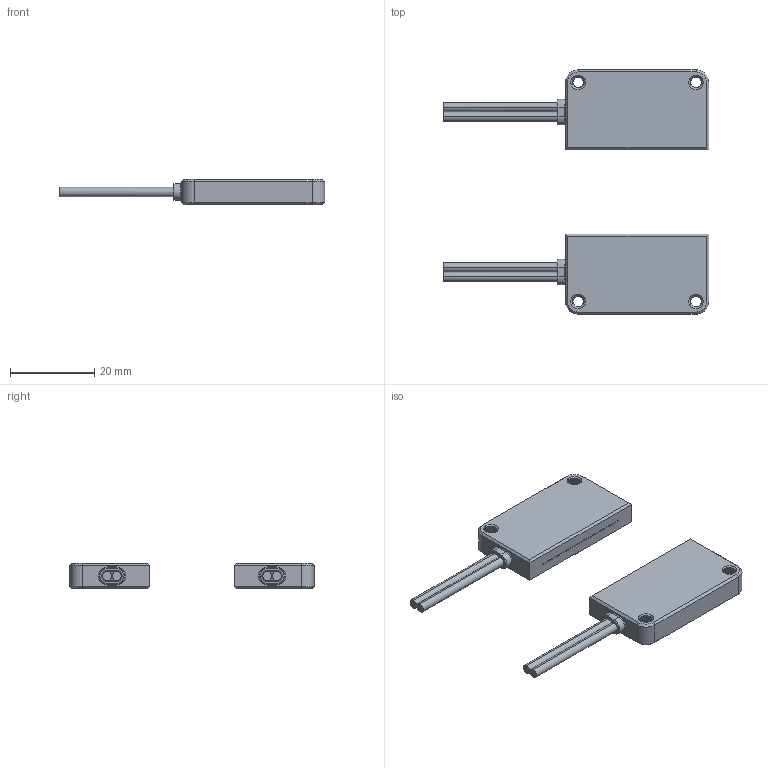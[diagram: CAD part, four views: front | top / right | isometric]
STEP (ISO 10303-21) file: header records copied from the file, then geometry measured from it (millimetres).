
FILE_DESCRIPTION((''),'2;1');
FILE_NAME('PR25QL_ASM','2021-04-19T11:12:15',('Administrator'),(''),'CREO PARAMETRIC BY PTC INC, 2018400','CREO PARAMETRIC BY PTC INC, 2018400','');
FILE_SCHEMA(('CONFIG_CONTROL_DESIGN'));
Length unit declared in the file: millimetre
Products named in the file (3): PRT0001__; ASM0001_ASM; PR25QL_ASM
Assembly tree (3 placements, depth 3):
  PR25QL_ASM
    ASM0001_ASM  x2
      PRT0001__
Bounding box: 63 x 58 x 6 mm (x, y, z)
Volume: 3694.2 mm3; surface area: 7843.7 mm2
Topology: 2 solids, 6 shells, 426 faces, 1126 edges, 720 vertices
Faces by surface type: cylinder 274, plane 80, bspline 36, cone 24, torus 12
Entity records: 13374 total; most frequent: CARTESIAN_POINT 7965, ORIENTED_EDGE 1126, DIRECTION 1057, EDGE_CURVE 563, AXIS2_PLACEMENT_3D 415, VERTEX_POINT 360, EDGE_LOOP 293, VECTOR 227
